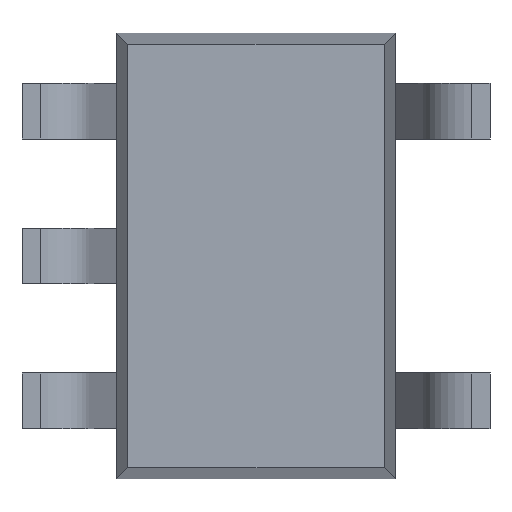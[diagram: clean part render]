
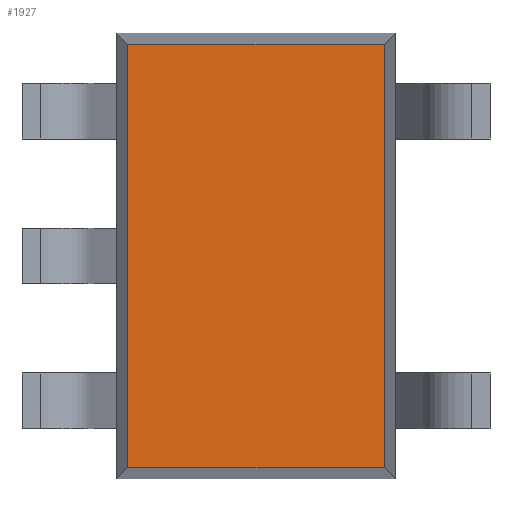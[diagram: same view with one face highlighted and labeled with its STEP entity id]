
A CAD part, front view. The second image highlights one B-rep face of the part: STEP entity #1927.
In plain terms, the highlighted planar face has unit normal (0, -1, 0).
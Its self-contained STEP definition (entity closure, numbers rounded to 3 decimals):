
#70 = CARTESIAN_POINT ( 'NONE',  ( 0., 0.1, 0.95 ) ) ;
#81 = EDGE_CURVE ( 'NONE', #1433, #1554, #1633, .T. ) ;
#92 = VERTEX_POINT ( 'NONE', #1406 ) ;
#117 = LINE ( 'NONE', #70, #1906 ) ;
#134 = VERTEX_POINT ( 'NONE', #1503 ) ;
#194 = CARTESIAN_POINT ( 'NONE',  ( 0., 0.1, 0. ) ) ;
#381 = DIRECTION ( 'NONE',  ( 0., 0., -1. ) ) ;
#469 = ORIENTED_EDGE ( 'NONE', *, *, #1412, .F. ) ;
#496 = VECTOR ( 'NONE', #1731, 1000. ) ;
#616 = ORIENTED_EDGE ( 'NONE', *, *, #1606, .F. ) ;
#700 = VECTOR ( 'NONE', #381, 1000. ) ;
#710 = CARTESIAN_POINT ( 'NONE',  ( 0.575, 0.1, -0.95 ) ) ;
#743 = LINE ( 'NONE', #1002, #700 ) ;
#833 = EDGE_CURVE ( 'NONE', #92, #134, #117, .T. ) ;
#845 = ORIENTED_EDGE ( 'NONE', *, *, #833, .F. ) ;
#937 = FACE_OUTER_BOUND ( 'NONE', #1044, .T. ) ;
#942 = ORIENTED_EDGE ( 'NONE', *, *, #81, .F. ) ;
#1002 = CARTESIAN_POINT ( 'NONE',  ( 0.575, 0.1, 0. ) ) ;
#1044 = EDGE_LOOP ( 'NONE', ( #616, #845, #469, #942 ) ) ;
#1053 = DIRECTION ( 'NONE',  ( 0., 0., 1. ) ) ;
#1215 = DIRECTION ( 'NONE',  ( 0., 1., 0. ) ) ;
#1280 = CARTESIAN_POINT ( 'NONE',  ( -0.575, 0.1, 0. ) ) ;
#1296 = CARTESIAN_POINT ( 'NONE',  ( -0.575, 0.1, -0.95 ) ) ;
#1314 = DIRECTION ( 'NONE',  ( 0., 0., 1. ) ) ;
#1391 = LINE ( 'NONE', #1280, #1915 ) ;
#1406 = CARTESIAN_POINT ( 'NONE',  ( -0.575, 0.1, 0.95 ) ) ;
#1412 = EDGE_CURVE ( 'NONE', #1554, #92, #1391, .T. ) ;
#1422 = AXIS2_PLACEMENT_3D ( 'NONE', #194, #1215, #1053 ) ;
#1433 = VERTEX_POINT ( 'NONE', #710 ) ;
#1503 = CARTESIAN_POINT ( 'NONE',  ( 0.575, 0.1, 0.95 ) ) ;
#1554 = VERTEX_POINT ( 'NONE', #1296 ) ;
#1606 = EDGE_CURVE ( 'NONE', #134, #1433, #743, .T. ) ;
#1633 = LINE ( 'NONE', #1739, #496 ) ;
#1676 = PLANE ( 'NONE',  #1422 ) ;
#1731 = DIRECTION ( 'NONE',  ( -1., 0., 0. ) ) ;
#1739 = CARTESIAN_POINT ( 'NONE',  ( 0., 0.1, -0.95 ) ) ;
#1895 = DIRECTION ( 'NONE',  ( 1., 0., 0. ) ) ;
#1906 = VECTOR ( 'NONE', #1895, 1000. ) ;
#1915 = VECTOR ( 'NONE', #1314, 1000. ) ;
#1927 = ADVANCED_FACE ( 'NONE', ( #937 ), #1676, .F. ) ;
